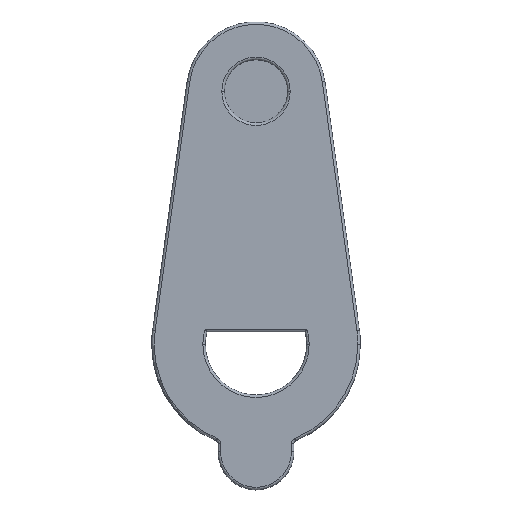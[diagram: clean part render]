
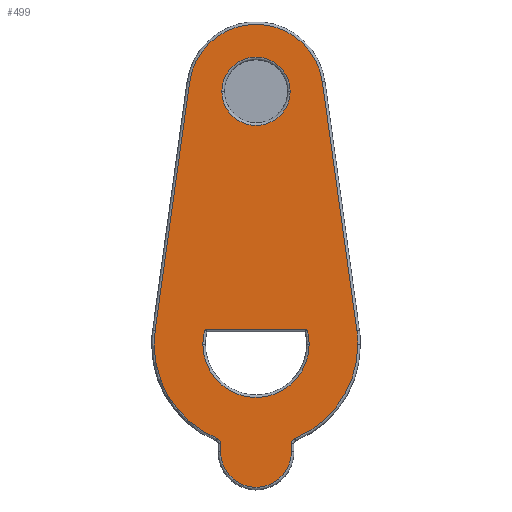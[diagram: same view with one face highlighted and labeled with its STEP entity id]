
A CAD part, top view. The second image highlights one B-rep face of the part: STEP entity #499.
In plain terms, the highlighted planar face has unit normal (0, 0, 1).
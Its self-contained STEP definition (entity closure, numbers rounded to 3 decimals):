
#16 = CARTESIAN_POINT ( 'NONE',  ( 4.2, 0., 7. ) ) ;
#20 = VERTEX_POINT ( 'NONE', #16 ) ;
#22 = ORIENTED_EDGE ( 'NONE', *, *, #1333, .T. ) ;
#31 = CIRCLE ( 'NONE', #60, 2.8 ) ;
#39 = EDGE_CURVE ( 'NONE', #1039, #773, #79, .T. ) ;
#47 = AXIS2_PLACEMENT_3D ( 'NONE', #1332, #371, #648 ) ;
#55 = EDGE_CURVE ( 'NONE', #771, #20, #1009, .T. ) ;
#58 = VECTOR ( 'NONE', #86, 1000. ) ;
#60 = AXIS2_PLACEMENT_3D ( 'NONE', #671, #693, #563 ) ;
#63 = VERTEX_POINT ( 'NONE', #1616 ) ;
#79 = CIRCLE ( 'NONE', #1215, 0.4 ) ;
#81 = ORIENTED_EDGE ( 'NONE', *, *, #1488, .T. ) ;
#86 = DIRECTION ( 'NONE',  ( 0., 1., 0. ) ) ;
#87 = ORIENTED_EDGE ( 'NONE', *, *, #971, .T. ) ;
#107 = DIRECTION ( 'NONE',  ( 0., 0., 1. ) ) ;
#146 = EDGE_CURVE ( 'NONE', #536, #1385, #1476, .T. ) ;
#154 = CARTESIAN_POINT ( 'NONE',  ( -2.8, -8.5, 7. ) ) ;
#169 = AXIS2_PLACEMENT_3D ( 'NONE', #770, #759, #875 ) ;
#178 = VECTOR ( 'NONE', #907, 1000. ) ;
#198 = EDGE_CURVE ( 'NONE', #773, #999, #589, .T. ) ;
#211 = CARTESIAN_POINT ( 'NONE',  ( 0., 20., 7. ) ) ;
#232 = DIRECTION ( 'NONE',  ( 1., 0., 0. ) ) ;
#234 = AXIS2_PLACEMENT_3D ( 'NONE', #1361, #1074, #660 ) ;
#241 = VECTOR ( 'NONE', #1631, 1000. ) ;
#244 = DIRECTION ( 'NONE',  ( 0., 0., -1. ) ) ;
#303 = CARTESIAN_POINT ( 'NONE',  ( 0., 0., 7. ) ) ;
#342 = ORIENTED_EDGE ( 'NONE', *, *, #55, .T. ) ;
#363 = CARTESIAN_POINT ( 'NONE',  ( 0., 0., 7. ) ) ;
#370 = CARTESIAN_POINT ( 'NONE',  ( 0., 20., 7. ) ) ;
#371 = DIRECTION ( 'NONE',  ( 0., 0., 1. ) ) ;
#380 = CARTESIAN_POINT ( 'NONE',  ( -3.201, -7.82, 7. ) ) ;
#386 = DIRECTION ( 'NONE',  ( 1., 0., 0. ) ) ;
#391 = EDGE_LOOP ( 'NONE', ( #1525, #342, #1462, #1420 ) ) ;
#397 = DIRECTION ( 'NONE',  ( 0., 0., -1. ) ) ;
#404 = ORIENTED_EDGE ( 'NONE', *, *, #198, .T. ) ;
#412 = AXIS2_PLACEMENT_3D ( 'NONE', #1533, #1391, #730 ) ;
#460 = DIRECTION ( 'NONE',  ( 0., 0., -1. ) ) ;
#471 = CARTESIAN_POINT ( 'NONE',  ( -5.25, 20.729, 7. ) ) ;
#483 = AXIS2_PLACEMENT_3D ( 'NONE', #1152, #244, #891 ) ;
#495 = VERTEX_POINT ( 'NONE', #747 ) ;
#499 = ADVANCED_FACE ( 'NONE', ( #805, #884, #1032 ), #1280, .T. ) ;
#501 = CIRCLE ( 'NONE', #47, 5.3 ) ;
#509 = ORIENTED_EDGE ( 'NONE', *, *, #1584, .T. ) ;
#519 = DIRECTION ( 'NONE',  ( 0., 0., -1. ) ) ;
#526 = VERTEX_POINT ( 'NONE', #1176 ) ;
#536 = VERTEX_POINT ( 'NONE', #1713 ) ;
#556 = EDGE_CURVE ( 'NONE', #1721, #1324, #1010, .T. ) ;
#563 = DIRECTION ( 'NONE',  ( 1., 0., 0. ) ) ;
#577 = ORIENTED_EDGE ( 'NONE', *, *, #1379, .T. ) ;
#589 = LINE ( 'NONE', #154, #241 ) ;
#596 = EDGE_CURVE ( 'NONE', #526, #1295, #1398, .T. ) ;
#607 = DIRECTION ( 'NONE',  ( 1., 0., 0. ) ) ;
#643 = EDGE_LOOP ( 'NONE', ( #1653, #81, #509, #1062, #769, #1358, #701, #404, #22, #87, #577 ) ) ;
#648 = DIRECTION ( 'NONE',  ( 1., 0., 0. ) ) ;
#660 = DIRECTION ( 'NONE',  ( 1., 0., 0. ) ) ;
#662 = DIRECTION ( 'NONE',  ( 1., 0., 0. ) ) ;
#670 = AXIS2_PLACEMENT_3D ( 'NONE', #303, #819, #1641 ) ;
#671 = CARTESIAN_POINT ( 'NONE',  ( 0., -8.5, 7. ) ) ;
#680 = LINE ( 'NONE', #1148, #1078 ) ;
#693 = DIRECTION ( 'NONE',  ( 0., 0., 1. ) ) ;
#701 = ORIENTED_EDGE ( 'NONE', *, *, #39, .T. ) ;
#728 = ORIENTED_EDGE ( 'NONE', *, *, #1348, .T. ) ;
#730 = DIRECTION ( 'NONE',  ( 1., 0., 0. ) ) ;
#745 = EDGE_CURVE ( 'NONE', #1341, #1039, #1245, .T. ) ;
#747 = CARTESIAN_POINT ( 'NONE',  ( 2.8, -8.5, 7. ) ) ;
#759 = DIRECTION ( 'NONE',  ( 0., 0., 1. ) ) ;
#769 = ORIENTED_EDGE ( 'NONE', *, *, #1156, .T. ) ;
#770 = CARTESIAN_POINT ( 'NONE',  ( 0., 0., 7. ) ) ;
#771 = VERTEX_POINT ( 'NONE', #1509 ) ;
#773 = VERTEX_POINT ( 'NONE', #957 ) ;
#789 = CARTESIAN_POINT ( 'NONE',  ( 5.25, 20.729, 7. ) ) ;
#790 = EDGE_LOOP ( 'NONE', ( #728, #1478 ) ) ;
#805 = FACE_BOUND ( 'NONE', #391, .T. ) ;
#819 = DIRECTION ( 'NONE',  ( 0., 0., -1. ) ) ;
#838 = CARTESIAN_POINT ( 'NONE',  ( 2.7, 20., 7. ) ) ;
#875 = DIRECTION ( 'NONE',  ( 1., 0., 0. ) ) ;
#884 = FACE_OUTER_BOUND ( 'NONE', #643, .T. ) ;
#887 = VERTEX_POINT ( 'NONE', #1005 ) ;
#891 = DIRECTION ( 'NONE',  ( 1., 0., 0. ) ) ;
#903 = VERTEX_POINT ( 'NONE', #471 ) ;
#907 = DIRECTION ( 'NONE',  ( -0.138, 0.991, 0. ) ) ;
#913 = DIRECTION ( 'NONE',  ( 1., 0., 0. ) ) ;
#941 = LINE ( 'NONE', #1028, #58 ) ;
#957 = CARTESIAN_POINT ( 'NONE',  ( -2.801, -7.82, 7. ) ) ;
#971 = EDGE_CURVE ( 'NONE', #495, #887, #941, .T. ) ;
#999 = VERTEX_POINT ( 'NONE', #1023 ) ;
#1005 = CARTESIAN_POINT ( 'NONE',  ( 2.8, -7.821, 7. ) ) ;
#1009 = CIRCLE ( 'NONE', #1312, 4.2 ) ;
#1010 = CIRCLE ( 'NONE', #1263, 2.7 ) ;
#1023 = CARTESIAN_POINT ( 'NONE',  ( -2.8, -8.5, 7. ) ) ;
#1028 = CARTESIAN_POINT ( 'NONE',  ( 2.8, -7.821, 7. ) ) ;
#1030 = DIRECTION ( 'NONE',  ( 1., 0., 0. ) ) ;
#1032 = FACE_BOUND ( 'NONE', #790, .T. ) ;
#1039 = VERTEX_POINT ( 'NONE', #1709 ) ;
#1046 = EDGE_CURVE ( 'NONE', #1385, #771, #680, .T. ) ;
#1051 = LINE ( 'NONE', #1323, #1451 ) ;
#1062 = ORIENTED_EDGE ( 'NONE', *, *, #1564, .T. ) ;
#1074 = DIRECTION ( 'NONE',  ( 0., 0., 1. ) ) ;
#1078 = VECTOR ( 'NONE', #232, 1000. ) ;
#1137 = CIRCLE ( 'NONE', #412, 0.4 ) ;
#1148 = CARTESIAN_POINT ( 'NONE',  ( 0., 1.2, 7. ) ) ;
#1152 = CARTESIAN_POINT ( 'NONE',  ( 0., 0., 7. ) ) ;
#1156 = EDGE_CURVE ( 'NONE', #903, #1341, #1051, .T. ) ;
#1176 = CARTESIAN_POINT ( 'NONE',  ( 3.049, -7.45, 7. ) ) ;
#1180 = CIRCLE ( 'NONE', #169, 8.05 ) ;
#1211 = VERTEX_POINT ( 'NONE', #789 ) ;
#1215 = AXIS2_PLACEMENT_3D ( 'NONE', #380, #519, #662 ) ;
#1226 = CARTESIAN_POINT ( 'NONE',  ( -2.7, 20., 7. ) ) ;
#1241 = CIRCLE ( 'NONE', #483, 4.2 ) ;
#1245 = CIRCLE ( 'NONE', #234, 8.05 ) ;
#1263 = AXIS2_PLACEMENT_3D ( 'NONE', #370, #1331, #386 ) ;
#1280 = PLANE ( 'NONE',  #1303 ) ;
#1295 = VERTEX_POINT ( 'NONE', #1642 ) ;
#1303 = AXIS2_PLACEMENT_3D ( 'NONE', #211, #1733, #913 ) ;
#1312 = AXIS2_PLACEMENT_3D ( 'NONE', #1614, #397, #1735 ) ;
#1323 = CARTESIAN_POINT ( 'NONE',  ( -7.974, 1.107, 7. ) ) ;
#1324 = VERTEX_POINT ( 'NONE', #838 ) ;
#1331 = DIRECTION ( 'NONE',  ( 0., 0., -1. ) ) ;
#1332 = CARTESIAN_POINT ( 'NONE',  ( 0., 20., 7. ) ) ;
#1333 = EDGE_CURVE ( 'NONE', #999, #495, #31, .T. ) ;
#1341 = VERTEX_POINT ( 'NONE', #1369 ) ;
#1348 = EDGE_CURVE ( 'NONE', #1324, #1721, #1489, .T. ) ;
#1358 = ORIENTED_EDGE ( 'NONE', *, *, #745, .T. ) ;
#1359 = AXIS2_PLACEMENT_3D ( 'NONE', #363, #107, #1030 ) ;
#1361 = CARTESIAN_POINT ( 'NONE',  ( 0., 0., 7. ) ) ;
#1369 = CARTESIAN_POINT ( 'NONE',  ( -7.974, 1.107, 7. ) ) ;
#1379 = EDGE_CURVE ( 'NONE', #887, #526, #1137, .T. ) ;
#1385 = VERTEX_POINT ( 'NONE', #1408 ) ;
#1391 = DIRECTION ( 'NONE',  ( 0., 0., -1. ) ) ;
#1398 = CIRCLE ( 'NONE', #1359, 8.05 ) ;
#1408 = CARTESIAN_POINT ( 'NONE',  ( -4.025, 1.2, 7. ) ) ;
#1420 = ORIENTED_EDGE ( 'NONE', *, *, #146, .T. ) ;
#1451 = VECTOR ( 'NONE', #1594, 1000. ) ;
#1462 = ORIENTED_EDGE ( 'NONE', *, *, #1463, .T. ) ;
#1463 = EDGE_CURVE ( 'NONE', #20, #536, #1241, .T. ) ;
#1476 = CIRCLE ( 'NONE', #670, 4.2 ) ;
#1478 = ORIENTED_EDGE ( 'NONE', *, *, #556, .T. ) ;
#1488 = EDGE_CURVE ( 'NONE', #1295, #63, #1180, .T. ) ;
#1489 = CIRCLE ( 'NONE', #1531, 2.7 ) ;
#1509 = CARTESIAN_POINT ( 'NONE',  ( 4.025, 1.2, 7. ) ) ;
#1525 = ORIENTED_EDGE ( 'NONE', *, *, #1046, .T. ) ;
#1531 = AXIS2_PLACEMENT_3D ( 'NONE', #1681, #460, #607 ) ;
#1533 = CARTESIAN_POINT ( 'NONE',  ( 3.2, -7.821, 7. ) ) ;
#1564 = EDGE_CURVE ( 'NONE', #1211, #903, #501, .T. ) ;
#1575 = LINE ( 'NONE', #1736, #178 ) ;
#1584 = EDGE_CURVE ( 'NONE', #63, #1211, #1575, .T. ) ;
#1594 = DIRECTION ( 'NONE',  ( -0.137, -0.991, 0. ) ) ;
#1614 = CARTESIAN_POINT ( 'NONE',  ( 0., 0., 7. ) ) ;
#1616 = CARTESIAN_POINT ( 'NONE',  ( 7.974, 1.107, 7. ) ) ;
#1631 = DIRECTION ( 'NONE',  ( 0.001, -1., 0. ) ) ;
#1641 = DIRECTION ( 'NONE',  ( 1., 0., 0. ) ) ;
#1642 = CARTESIAN_POINT ( 'NONE',  ( 8.05, 0., 7. ) ) ;
#1653 = ORIENTED_EDGE ( 'NONE', *, *, #596, .T. ) ;
#1681 = CARTESIAN_POINT ( 'NONE',  ( 0., 20., 7. ) ) ;
#1709 = CARTESIAN_POINT ( 'NONE',  ( -3.049, -7.45, 7. ) ) ;
#1713 = CARTESIAN_POINT ( 'NONE',  ( -4.2, 0., 7. ) ) ;
#1721 = VERTEX_POINT ( 'NONE', #1226 ) ;
#1733 = DIRECTION ( 'NONE',  ( 0., 0., 1. ) ) ;
#1735 = DIRECTION ( 'NONE',  ( 1., 0., 0. ) ) ;
#1736 = CARTESIAN_POINT ( 'NONE',  ( 5.25, 20.729, 7. ) ) ;
